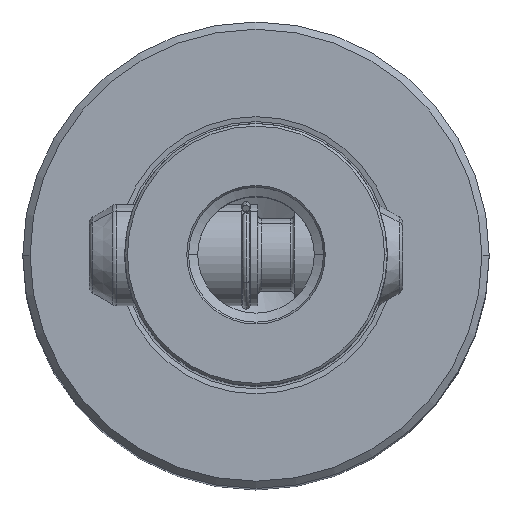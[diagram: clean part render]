
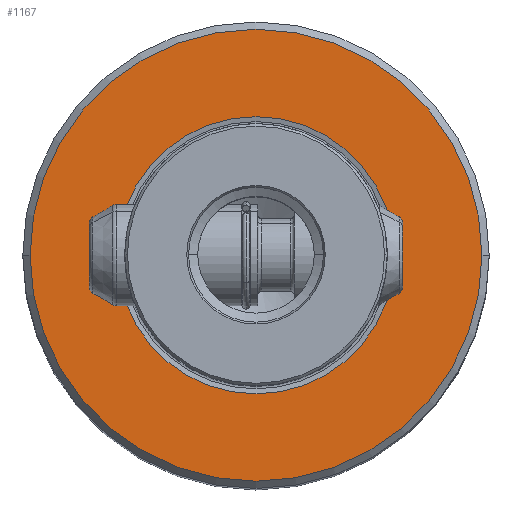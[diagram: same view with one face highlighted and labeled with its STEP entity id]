
A CAD part, top view. The second image highlights one B-rep face of the part: STEP entity #1167.
In plain terms, the highlighted planar face has unit normal (0, 0, 1).
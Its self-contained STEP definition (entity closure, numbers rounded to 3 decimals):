
#683=EDGE_CURVE('NONE',#963,#947,#1541,.T.);
#695=VERTEX_POINT('NONE',#1553);
#813=VERTEX_POINT('NONE',#1692);
#931=EDGE_CURVE('NONE',#947,#963,#1820,.T.);
#947=VERTEX_POINT('NONE',#1836);
#963=VERTEX_POINT('NONE',#1853);
#1159=EDGE_CURVE('NONE',#813,#695,#2072,.T.);
#1167=ADVANCED_FACE('NONE',(#2080,#2081),#2082,.T.);
#1217=EDGE_CURVE('NONE',#695,#813,#2141,.T.);
#1541=CIRCLE('',#2759,19.012);
#1553=CARTESIAN_POINT('',(-31.0,0.,0.0));
#1692=CARTESIAN_POINT('',(31.0,0.,0.0));
#1820=CIRCLE('',#3207,19.012);
#1836=CARTESIAN_POINT('',(19.012,0.,0.0));
#1853=CARTESIAN_POINT('',(-19.012,0.,0.0));
#2072=CIRCLE('',#3757,31.0);
#2080=FACE_OUTER_BOUND('',#3787,.T.);
#2081=FACE_BOUND('',#3788,.T.);
#2082=PLANE('',#3789);
#2141=CIRCLE('',#3882,31.0);
#2759=AXIS2_PLACEMENT_3D('',#4269,#4270,#4271);
#3207=AXIS2_PLACEMENT_3D('',#4635,#4636,#4637);
#3757=AXIS2_PLACEMENT_3D('',#4938,#4939,#4940);
#3787=EDGE_LOOP('',(#4943,#4944));
#3788=EDGE_LOOP('',(#4945,#4946));
#3789=AXIS2_PLACEMENT_3D('',#4947,#4948,#4949);
#3882=AXIS2_PLACEMENT_3D('',#5029,#5030,#5031);
#4269=CARTESIAN_POINT('',(0.0,0.0,0.0));
#4270=DIRECTION('',(0.0,-0.0,1.0));
#4271=DIRECTION('',(0.0,1.0,0.0));
#4635=CARTESIAN_POINT('',(0.0,0.0,0.0));
#4636=DIRECTION('',(0.0,-0.0,1.0));
#4637=DIRECTION('',(0.0,1.0,0.0));
#4938=CARTESIAN_POINT('',(0.0,0.0,0.0));
#4939=DIRECTION('',(0.0,0.0,-1.0));
#4940=DIRECTION('',(0.0,1.0,0.0));
#4943=ORIENTED_EDGE('',*,*,#1217,.F.);
#4944=ORIENTED_EDGE('',*,*,#1159,.F.);
#4945=ORIENTED_EDGE('',*,*,#931,.F.);
#4946=ORIENTED_EDGE('',*,*,#683,.F.);
#4947=CARTESIAN_POINT('',(-18.0,0.0,0.0));
#4948=DIRECTION('',(-0.0,0.0,1.0));
#4949=DIRECTION('',(0.0,1.0,0.0));
#5029=CARTESIAN_POINT('',(0.0,0.0,0.0));
#5030=DIRECTION('',(0.0,0.0,-1.0));
#5031=DIRECTION('',(0.0,1.0,0.0));
